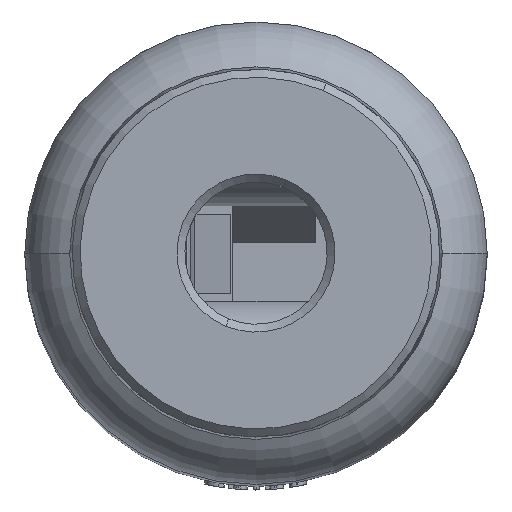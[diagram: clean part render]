
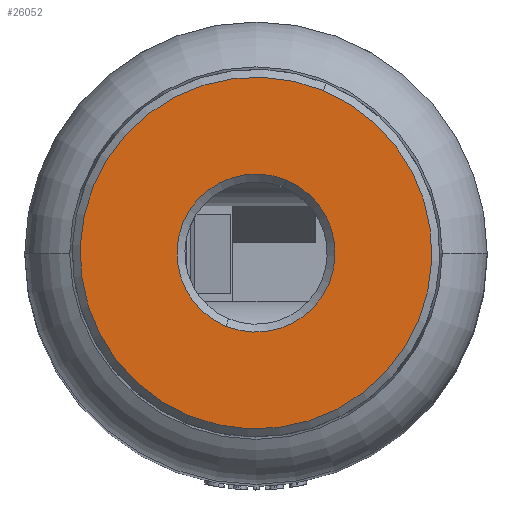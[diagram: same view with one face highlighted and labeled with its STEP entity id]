
A CAD part, top view. The second image highlights one B-rep face of the part: STEP entity #26052.
In plain terms, the highlighted face is planar.
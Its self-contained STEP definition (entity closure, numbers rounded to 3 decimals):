
#1918 = CARTESIAN_POINT ( 'NONE',  ( 0., 0., 2. ) ) ;
#2329 = DIRECTION ( 'NONE',  ( 0., 0., 1. ) ) ;
#3149 = EDGE_CURVE ( 'NONE', #16115, #15238, #17800, .T. ) ;
#3485 = DIRECTION ( 'NONE',  ( -1., 0., 0. ) ) ;
#4462 = FACE_BOUND ( 'NONE', #24076, .T. ) ;
#5019 = VERTEX_POINT ( 'NONE', #7177 ) ;
#6450 = DIRECTION ( 'NONE',  ( 1., 0., 0. ) ) ;
#6635 = CARTESIAN_POINT ( 'NONE',  ( 0., 0., -2. ) ) ;
#6793 = DIRECTION ( 'NONE',  ( 0., 0., -1. ) ) ;
#7177 = CARTESIAN_POINT ( 'NONE',  ( 0., 0., 4.45 ) ) ;
#8943 = ORIENTED_EDGE ( 'NONE', *, *, #23126, .T. ) ;
#9241 = CARTESIAN_POINT ( 'NONE',  ( 0., 0., 0. ) ) ;
#10202 = ORIENTED_EDGE ( 'NONE', *, *, #3149, .T. ) ;
#10464 = AXIS2_PLACEMENT_3D ( 'NONE', #19908, #6450, #2329 ) ;
#10648 = CARTESIAN_POINT ( 'NONE',  ( 0., 0., 0. ) ) ;
#11424 = DIRECTION ( 'NONE',  ( 1., 0., 0. ) ) ;
#11832 = AXIS2_PLACEMENT_3D ( 'NONE', #20789, #3485, #22931 ) ;
#13515 = PLANE ( 'NONE',  #10464 ) ;
#13521 = EDGE_LOOP ( 'NONE', ( #8943, #26803 ) ) ;
#13686 = CARTESIAN_POINT ( 'NONE',  ( 0., 0., 0. ) ) ;
#14171 = AXIS2_PLACEMENT_3D ( 'NONE', #10648, #17154, #6793 ) ;
#14337 = AXIS2_PLACEMENT_3D ( 'NONE', #13686, #11424, #26598 ) ;
#15238 = VERTEX_POINT ( 'NONE', #6635 ) ;
#16115 = VERTEX_POINT ( 'NONE', #1918 ) ;
#16236 = AXIS2_PLACEMENT_3D ( 'NONE', #9241, #24399, #20009 ) ;
#17154 = DIRECTION ( 'NONE',  ( -1., 0., 0. ) ) ;
#17524 = CIRCLE ( 'NONE', #14337, 4.45 ) ;
#17800 = CIRCLE ( 'NONE', #14171, 2. ) ;
#17929 = EDGE_CURVE ( 'NONE', #15238, #16115, #25411, .T. ) ;
#18232 = CIRCLE ( 'NONE', #16236, 4.45 ) ;
#19654 = ORIENTED_EDGE ( 'NONE', *, *, #17929, .T. ) ;
#19908 = CARTESIAN_POINT ( 'NONE',  ( 0., 0., -4.65 ) ) ;
#20009 = DIRECTION ( 'NONE',  ( 0., 0., -1. ) ) ;
#20335 = EDGE_CURVE ( 'NONE', #23640, #5019, #18232, .T. ) ;
#20610 = CARTESIAN_POINT ( 'NONE',  ( 0., 0., -4.45 ) ) ;
#20789 = CARTESIAN_POINT ( 'NONE',  ( 0., 0., 0. ) ) ;
#22931 = DIRECTION ( 'NONE',  ( 0., 0., -1. ) ) ;
#23126 = EDGE_CURVE ( 'NONE', #5019, #23640, #17524, .T. ) ;
#23640 = VERTEX_POINT ( 'NONE', #20610 ) ;
#24076 = EDGE_LOOP ( 'NONE', ( #19654, #10202 ) ) ;
#24399 = DIRECTION ( 'NONE',  ( 1., 0., 0. ) ) ;
#25411 = CIRCLE ( 'NONE', #11832, 2. ) ;
#25872 = FACE_OUTER_BOUND ( 'NONE', #13521, .T. ) ;
#26052 = ADVANCED_FACE ( 'NONE', ( #4462, #25872 ), #13515, .T. ) ;
#26598 = DIRECTION ( 'NONE',  ( 0., 0., -1. ) ) ;
#26803 = ORIENTED_EDGE ( 'NONE', *, *, #20335, .T. ) ;
